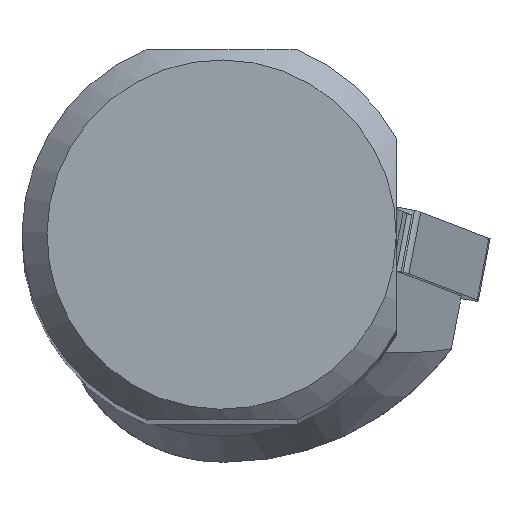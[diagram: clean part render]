
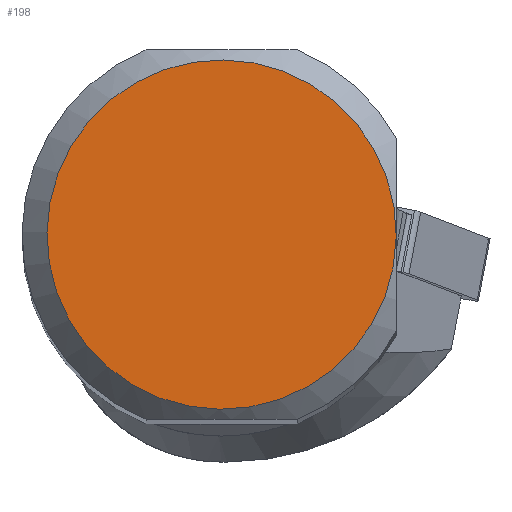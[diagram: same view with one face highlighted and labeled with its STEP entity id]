
A CAD part, top view. The second image highlights one B-rep face of the part: STEP entity #198.
In plain terms, the highlighted planar face has unit normal (0, 0, 1).
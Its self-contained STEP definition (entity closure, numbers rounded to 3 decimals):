
#154=FACE_OUTER_BOUND('',#403,.T.);
#198=ADVANCED_FACE('CU_SU_BP3',(#154),#230,.F.);
#230=PLANE('',#1038);
#403=EDGE_LOOP('',(#583));
#583=ORIENTED_EDGE('',*,*,#837,.T.);
#732=VERTEX_POINT('',#1646);
#837=EDGE_CURVE('',#732,#732,#884,.T.);
#884=CIRCLE('',#1031,17.489);
#1031=AXIS2_PLACEMENT_3D('',#1645,#1241,#1242);
#1038=AXIS2_PLACEMENT_3D('',#1666,#1256,#1257);
#1241=DIRECTION('',(0.,0.,1.));
#1242=DIRECTION('',(-0.983,0.185,0.));
#1256=DIRECTION('',(0.,0.,-1.));
#1257=DIRECTION('',(-0.983,0.185,0.));
#1645=CARTESIAN_POINT('',(0.,0.,
0.));
#1646=CARTESIAN_POINT('',(-17.186,3.242,0.));
#1666=CARTESIAN_POINT('',(-19.989,0.,0.));
